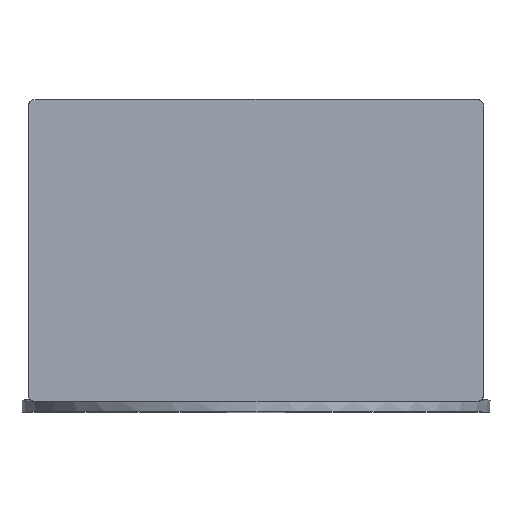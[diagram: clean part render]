
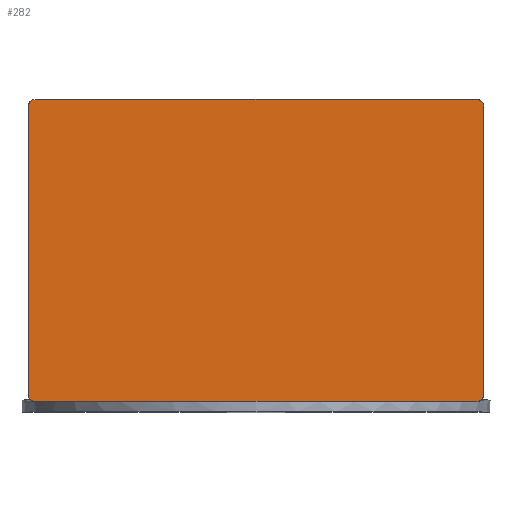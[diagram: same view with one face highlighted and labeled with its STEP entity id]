
A CAD part, top view. The second image highlights one B-rep face of the part: STEP entity #282.
In plain terms, the highlighted free-form (B-spline) face has degree [3, 3] with [4, 4] control points.
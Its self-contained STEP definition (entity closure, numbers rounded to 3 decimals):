
#210 = VERTEX_POINT('',#211);
#211 = CARTESIAN_POINT('',(165.,-110.497,
    426.204));
#216 = EDGE_CURVE('',#217,#210,#219,.T.);
#217 = VERTEX_POINT('',#218);
#218 = CARTESIAN_POINT('',(0.,-110.497,
    426.204));
#219 = B_SPLINE_CURVE_WITH_KNOTS('',3,(#220,#221,#222,#223),
  .UNSPECIFIED.,.F.,.F.,(4,4),(0.,1.),.PIECEWISE_BEZIER_KNOTS.);
#220 = CARTESIAN_POINT('',(0.,-110.497,
    426.204));
#221 = CARTESIAN_POINT('',(55.,-110.497,426.204
    ));
#222 = CARTESIAN_POINT('',(110.,-110.497,
    426.204));
#223 = CARTESIAN_POINT('',(165.,-110.497,
    426.204));
#265 = VERTEX_POINT('',#266);
#266 = CARTESIAN_POINT('',(-165.,-110.497,
    426.204));
#271 = EDGE_CURVE('',#265,#217,#272,.T.);
#272 = B_SPLINE_CURVE_WITH_KNOTS('',3,(#273,#274,#275,#276),
  .UNSPECIFIED.,.F.,.F.,(4,4),(0.,1.),.PIECEWISE_BEZIER_KNOTS.);
#273 = CARTESIAN_POINT('',(-165.,-110.497,
    426.204));
#274 = CARTESIAN_POINT('',(-110.,-110.497,
    426.204));
#275 = CARTESIAN_POINT('',(-55.,-110.497,426.204)
  );
#276 = CARTESIAN_POINT('',(0.,-110.497,
    426.204));
#282 = ADVANCED_FACE('',(#283),#365,.T.);
#283 = FACE_BOUND('',#284,.T.);
#284 = EDGE_LOOP('',(#285,#296,#307,#316,#325,#336,#345,#354,#355,#356)
  );
#285 = ORIENTED_EDGE('',*,*,#286,.T.);
#286 = EDGE_CURVE('',#287,#289,#291,.T.);
#287 = VERTEX_POINT('',#288);
#288 = CARTESIAN_POINT('',(170.,-105.497,
    426.204));
#289 = VERTEX_POINT('',#290);
#290 = CARTESIAN_POINT('',(170.,110.003,
    426.204));
#291 = B_SPLINE_CURVE_WITH_KNOTS('',3,(#292,#293,#294,#295),
  .UNSPECIFIED.,.F.,.F.,(4,4),(0.,1.),.PIECEWISE_BEZIER_KNOTS.);
#292 = CARTESIAN_POINT('',(170.,-105.497,
    426.204));
#293 = CARTESIAN_POINT('',(170.,-33.663,426.204
    ));
#294 = CARTESIAN_POINT('',(170.,38.17,426.204
    ));
#295 = CARTESIAN_POINT('',(170.,110.003,
    426.204));
#296 = ORIENTED_EDGE('',*,*,#297,.T.);
#297 = EDGE_CURVE('',#289,#298,#300,.T.);
#298 = VERTEX_POINT('',#299);
#299 = CARTESIAN_POINT('',(165.,115.003,
    426.204));
#300 = B_SPLINE_CURVE_WITH_KNOTS('',3,(#301,#302,#303,#304,#305,#306),
  .UNSPECIFIED.,.F.,.F.,(4,2,4),(0.,0.5,1.),.UNSPECIFIED.);
#301 = CARTESIAN_POINT('',(170.,110.003,
    426.204));
#302 = CARTESIAN_POINT('',(170.,111.324,426.204)
  );
#303 = CARTESIAN_POINT('',(169.459,112.615,
    426.204));
#304 = CARTESIAN_POINT('',(167.615,114.46,426.204
    ));
#305 = CARTESIAN_POINT('',(166.321,115.003,426.204
    ));
#306 = CARTESIAN_POINT('',(165.,115.003,
    426.204));
#307 = ORIENTED_EDGE('',*,*,#308,.T.);
#308 = EDGE_CURVE('',#298,#309,#311,.T.);
#309 = VERTEX_POINT('',#310);
#310 = CARTESIAN_POINT('',(0.,115.003,
    426.204));
#311 = B_SPLINE_CURVE_WITH_KNOTS('',3,(#312,#313,#314,#315),
  .UNSPECIFIED.,.F.,.F.,(4,4),(0.,1.),.PIECEWISE_BEZIER_KNOTS.);
#312 = CARTESIAN_POINT('',(165.,115.003,
    426.204));
#313 = CARTESIAN_POINT('',(110.,115.003,426.204)
  );
#314 = CARTESIAN_POINT('',(55.,115.003,426.204
    ));
#315 = CARTESIAN_POINT('',(0.,115.003,
    426.204));
#316 = ORIENTED_EDGE('',*,*,#317,.T.);
#317 = EDGE_CURVE('',#309,#318,#320,.T.);
#318 = VERTEX_POINT('',#319);
#319 = CARTESIAN_POINT('',(-165.,115.003,
    426.204));
#320 = B_SPLINE_CURVE_WITH_KNOTS('',3,(#321,#322,#323,#324),
  .UNSPECIFIED.,.F.,.F.,(4,4),(0.,1.),.PIECEWISE_BEZIER_KNOTS.);
#321 = CARTESIAN_POINT('',(0.,115.003,
    426.204));
#322 = CARTESIAN_POINT('',(-55.,115.003,
    426.204));
#323 = CARTESIAN_POINT('',(-110.,115.003,
    426.204));
#324 = CARTESIAN_POINT('',(-165.,115.003,
    426.204));
#325 = ORIENTED_EDGE('',*,*,#326,.T.);
#326 = EDGE_CURVE('',#318,#327,#329,.T.);
#327 = VERTEX_POINT('',#328);
#328 = CARTESIAN_POINT('',(-170.,110.003,
    426.204));
#329 = B_SPLINE_CURVE_WITH_KNOTS('',3,(#330,#331,#332,#333,#334,#335),
  .UNSPECIFIED.,.F.,.F.,(4,2,4),(0.,0.5,1.),.UNSPECIFIED.);
#330 = CARTESIAN_POINT('',(-165.,115.003,
    426.204));
#331 = CARTESIAN_POINT('',(-166.321,115.003,
    426.204));
#332 = CARTESIAN_POINT('',(-167.612,114.462,
    426.204));
#333 = CARTESIAN_POINT('',(-169.457,112.618,426.204
    ));
#334 = CARTESIAN_POINT('',(-170.,111.324,426.204
    ));
#335 = CARTESIAN_POINT('',(-170.,110.003,
    426.204));
#336 = ORIENTED_EDGE('',*,*,#337,.T.);
#337 = EDGE_CURVE('',#327,#338,#340,.T.);
#338 = VERTEX_POINT('',#339);
#339 = CARTESIAN_POINT('',(-170.,-105.497,
    426.204));
#340 = B_SPLINE_CURVE_WITH_KNOTS('',3,(#341,#342,#343,#344),
  .UNSPECIFIED.,.F.,.F.,(4,4),(0.,1.),.PIECEWISE_BEZIER_KNOTS.);
#341 = CARTESIAN_POINT('',(-170.,110.003,
    426.204));
#342 = CARTESIAN_POINT('',(-170.,38.17,426.204)
  );
#343 = CARTESIAN_POINT('',(-170.,-33.663,
    426.204));
#344 = CARTESIAN_POINT('',(-170.,-105.497,
    426.204));
#345 = ORIENTED_EDGE('',*,*,#346,.T.);
#346 = EDGE_CURVE('',#338,#265,#347,.T.);
#347 = B_SPLINE_CURVE_WITH_KNOTS('',3,(#348,#349,#350,#351,#352,#353),
  .UNSPECIFIED.,.F.,.F.,(4,2,4),(0.,0.5,1.),.UNSPECIFIED.);
#348 = CARTESIAN_POINT('',(-170.,-105.497,
    426.204));
#349 = CARTESIAN_POINT('',(-170.,-106.817,
    426.204));
#350 = CARTESIAN_POINT('',(-169.459,-108.109,
    426.204));
#351 = CARTESIAN_POINT('',(-167.615,-109.953,
    426.204));
#352 = CARTESIAN_POINT('',(-166.321,-110.497,
    426.204));
#353 = CARTESIAN_POINT('',(-165.,-110.497,
    426.204));
#354 = ORIENTED_EDGE('',*,*,#271,.T.);
#355 = ORIENTED_EDGE('',*,*,#216,.T.);
#356 = ORIENTED_EDGE('',*,*,#357,.T.);
#357 = EDGE_CURVE('',#210,#287,#358,.T.);
#358 = B_SPLINE_CURVE_WITH_KNOTS('',3,(#359,#360,#361,#362,#363,#364),
  .UNSPECIFIED.,.F.,.F.,(4,2,4),(0.,0.5,1.),.UNSPECIFIED.);
#359 = CARTESIAN_POINT('',(165.,-110.497,
    426.204));
#360 = CARTESIAN_POINT('',(166.321,-110.497,
    426.204));
#361 = CARTESIAN_POINT('',(167.612,-109.955,
    426.204));
#362 = CARTESIAN_POINT('',(169.457,-108.112,
    426.204));
#363 = CARTESIAN_POINT('',(170.,-106.817,
    426.204));
#364 = CARTESIAN_POINT('',(170.,-105.497,
    426.204));
#365 = B_SPLINE_SURFACE_WITH_KNOTS('',3,3,(
    (#366,#367,#368,#369)
    ,(#370,#371,#372,#373)
    ,(#374,#375,#376,#377)
    ,(#378,#379,#380,#381
    )),.UNSPECIFIED.,.F.,.F.,.F.,(4,4),(4,4),(0.,1.),(0.,1.),
  .PIECEWISE_BEZIER_KNOTS.);
#366 = CARTESIAN_POINT('',(185.935,146.208,
    426.204));
#367 = CARTESIAN_POINT('',(190.696,57.117,426.204
    ));
#368 = CARTESIAN_POINT('',(195.457,-31.974,426.204
    ));
#369 = CARTESIAN_POINT('',(200.218,-121.065,
    426.204));
#370 = CARTESIAN_POINT('',(57.217,139.329,
    426.204));
#371 = CARTESIAN_POINT('',(61.978,50.238,426.204)
  );
#372 = CARTESIAN_POINT('',(66.739,-38.853,426.204)
  );
#373 = CARTESIAN_POINT('',(71.501,-127.944,426.204)
  );
#374 = CARTESIAN_POINT('',(-71.501,132.451,
    426.204));
#375 = CARTESIAN_POINT('',(-66.739,43.359,426.204
    ));
#376 = CARTESIAN_POINT('',(-61.978,-45.732,
    426.204));
#377 = CARTESIAN_POINT('',(-57.217,-134.823,
    426.204));
#378 = CARTESIAN_POINT('',(-200.218,125.572,426.204
    ));
#379 = CARTESIAN_POINT('',(-195.457,36.481,426.204
    ));
#380 = CARTESIAN_POINT('',(-190.696,-52.611,
    426.204));
#381 = CARTESIAN_POINT('',(-185.935,-141.702,
    426.204));
